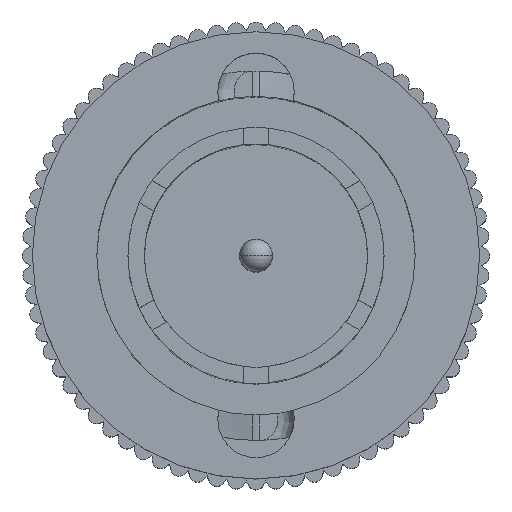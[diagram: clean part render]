
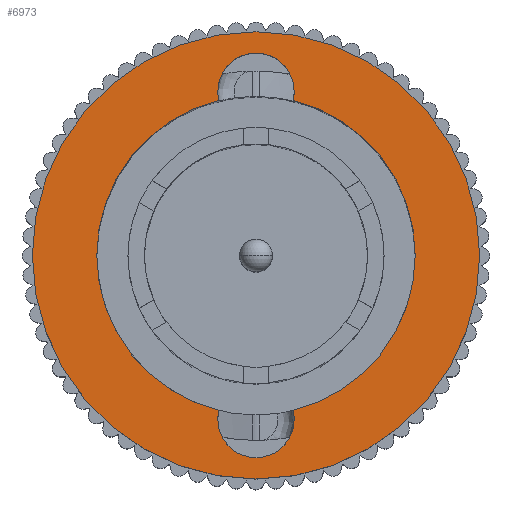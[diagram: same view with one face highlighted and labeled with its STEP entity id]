
A CAD part, top view. The second image highlights one B-rep face of the part: STEP entity #6973.
In plain terms, the highlighted planar face has unit normal (0, 0, 1).
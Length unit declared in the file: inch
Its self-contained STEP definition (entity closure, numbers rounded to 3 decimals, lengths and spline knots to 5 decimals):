
#416 = CARTESIAN_POINT ( 'NONE',  ( -0.2725, 0., 0. ) ) ;
#420 = CARTESIAN_POINT ( 'NONE',  ( 0.2725, 0., 0. ) ) ;
#421 = CARTESIAN_POINT ( 'NONE',  ( 0., 0., 0. ) ) ;
#422 = DIRECTION ( 'NONE',  ( 1., 0., 0. ) ) ;
#423 = DIRECTION ( 'NONE',  ( 0., 0., 1. ) ) ;
#426 = CIRCLE ( 'NONE', #429, 0.2725 ) ;
#429 = AXIS2_PLACEMENT_3D ( 'NONE', #421, #423, #422 ) ;
#692 = DIRECTION ( 'NONE',  ( 1., 0., 0. ) ) ;
#693 = DIRECTION ( 'NONE',  ( 0., 0., 1. ) ) ;
#694 = AXIS2_PLACEMENT_3D ( 'NONE', #756, #693, #692 ) ;
#756 = CARTESIAN_POINT ( 'NONE',  ( 0., 0., 0. ) ) ;
#757 = CIRCLE ( 'NONE', #694, 0.2725 ) ;
#935 = DIRECTION ( 'NONE',  ( 1., 0., 0. ) ) ;
#936 = DIRECTION ( 'NONE',  ( 0., 0., 1. ) ) ;
#937 = CARTESIAN_POINT ( 'NONE',  ( 0., -0.2, 0. ) ) ;
#938 = AXIS2_PLACEMENT_3D ( 'NONE', #937, #936, #935 ) ;
#939 = CIRCLE ( 'NONE', #938, 0.0465 ) ;
#1100 = DIRECTION ( 'NONE',  ( -1., 0., 0. ) ) ;
#1101 = DIRECTION ( 'NONE',  ( 0., 0., 1. ) ) ;
#1116 = DIRECTION ( 'NONE',  ( 1., 0., 0. ) ) ;
#1117 = DIRECTION ( 'NONE',  ( 0., 0., 1. ) ) ;
#1118 = CARTESIAN_POINT ( 'NONE',  ( 0., 0., 0. ) ) ;
#1119 = AXIS2_PLACEMENT_3D ( 'NONE', #1118, #1117, #1116 ) ;
#1120 = CIRCLE ( 'NONE', #1119, 0.194 ) ;
#1122 = DIRECTION ( 'NONE',  ( 1., 0., 0. ) ) ;
#1123 = DIRECTION ( 'NONE',  ( 0., 0., 1. ) ) ;
#1124 = CARTESIAN_POINT ( 'NONE',  ( 0.2725, 0., 0. ) ) ;
#1125 = AXIS2_PLACEMENT_3D ( 'NONE', #1124, #1123, #1122 ) ;
#1213 = CARTESIAN_POINT ( 'NONE',  ( 0., 0.2, 0. ) ) ;
#1214 = AXIS2_PLACEMENT_3D ( 'NONE', #1213, #1101, #1100 ) ;
#1215 = CIRCLE ( 'NONE', #1214, 0.0465 ) ;
#1227 = PLANE ( 'NONE',  #1125 ) ;
#1228 = FACE_OUTER_BOUND ( 'NONE', #6880, .T. ) ;
#1229 = FACE_BOUND ( 'NONE', #6974, .T. ) ;
#5834 = EDGE_CURVE ( 'NONE', #5992, #5861, #11702, .T. ) ;
#5849 = EDGE_CURVE ( 'NONE', #5917, #5992, #12024, .T. ) ;
#5858 = VERTEX_POINT ( 'NONE', #11988 ) ;
#5860 = EDGE_CURVE ( 'NONE', #5858, #6181, #12088, .T. ) ;
#5861 = VERTEX_POINT ( 'NONE', #12083 ) ;
#5866 = EDGE_CURVE ( 'NONE', #6181, #6033, #12077, .T. ) ;
#5917 = VERTEX_POINT ( 'NONE', #11938 ) ;
#5934 = EDGE_CURVE ( 'NONE', #6036, #5984, #11876, .T. ) ;
#5967 = VERTEX_POINT ( 'NONE', #12251 ) ;
#5975 = EDGE_CURVE ( 'NONE', #5967, #5976, #12242, .T. ) ;
#5976 = VERTEX_POINT ( 'NONE', #12237 ) ;
#5984 = VERTEX_POINT ( 'NONE', #12227 ) ;
#5992 = VERTEX_POINT ( 'NONE', #12209 ) ;
#6033 = VERTEX_POINT ( 'NONE', #12105 ) ;
#6035 = EDGE_CURVE ( 'NONE', #6033, #6036, #12104, .T. ) ;
#6036 = VERTEX_POINT ( 'NONE', #12099 ) ;
#6181 = VERTEX_POINT ( 'NONE', #12739 ) ;
#6533 = VERTEX_POINT ( 'NONE', #416 ) ;
#6587 = EDGE_CURVE ( 'NONE', #6588, #6533, #426, .T. ) ;
#6588 = VERTEX_POINT ( 'NONE', #420 ) ;
#6781 = ORIENTED_EDGE ( 'NONE', *, *, #5866, .F. ) ;
#6782 = ORIENTED_EDGE ( 'NONE', *, *, #5860, .F. ) ;
#6783 = ORIENTED_EDGE ( 'NONE', *, *, #6857, .F. ) ;
#6787 = ORIENTED_EDGE ( 'NONE', *, *, #6035, .F. ) ;
#6788 = EDGE_CURVE ( 'NONE', #6533, #6588, #757, .T. ) ;
#6857 = EDGE_CURVE ( 'NONE', #5976, #5858, #939, .T. ) ;
#6858 = ORIENTED_EDGE ( 'NONE', *, *, #5975, .F. ) ;
#6879 = ORIENTED_EDGE ( 'NONE', *, *, #6788, .T. ) ;
#6880 = EDGE_LOOP ( 'NONE', ( #6963, #6879 ) ) ;
#6963 = ORIENTED_EDGE ( 'NONE', *, *, #6587, .T. ) ;
#6973 = ADVANCED_FACE ( 'NONE', ( #1229, #1228 ), #1227, .T. ) ;
#6974 = EDGE_LOOP ( 'NONE', ( #6975, #6977, #6978, #6979, #7007, #6787, #6781, #6782, #6783, #6858 ) ) ;
#6975 = ORIENTED_EDGE ( 'NONE', *, *, #6976, .F. ) ;
#6976 = EDGE_CURVE ( 'NONE', #5861, #5967, #1120, .T. ) ;
#6977 = ORIENTED_EDGE ( 'NONE', *, *, #5834, .F. ) ;
#6978 = ORIENTED_EDGE ( 'NONE', *, *, #5849, .F. ) ;
#6979 = ORIENTED_EDGE ( 'NONE', *, *, #7006, .F. ) ;
#7006 = EDGE_CURVE ( 'NONE', #5984, #5917, #1215, .T. ) ;
#7007 = ORIENTED_EDGE ( 'NONE', *, *, #5934, .F. ) ;
#11449 = DIRECTION ( 'NONE',  ( 1., 0., 0. ) ) ;
#11450 = DIRECTION ( 'NONE',  ( 0., 0., 1. ) ) ;
#11698 = DIRECTION ( 'NONE',  ( -1., 0., 0. ) ) ;
#11699 = DIRECTION ( 'NONE',  ( 0., 0., 1. ) ) ;
#11700 = CARTESIAN_POINT ( 'NONE',  ( 0., 0.2, 0. ) ) ;
#11701 = AXIS2_PLACEMENT_3D ( 'NONE', #11700, #11699, #11698 ) ;
#11702 = CIRCLE ( 'NONE', #11701, 0.0465 ) ;
#11874 = CARTESIAN_POINT ( 'NONE',  ( 0., 0., 0. ) ) ;
#11875 = AXIS2_PLACEMENT_3D ( 'NONE', #11874, #11450, #11449 ) ;
#11876 = CIRCLE ( 'NONE', #11875, 0.194 ) ;
#11938 = CARTESIAN_POINT ( 'NONE',  ( 0.0465, 0.2, 0. ) ) ;
#11986 = DIRECTION ( 'NONE',  ( -1., 0., 0. ) ) ;
#11988 = CARTESIAN_POINT ( 'NONE',  ( -0.0465, -0.2, 0. ) ) ;
#12021 = DIRECTION ( 'NONE',  ( 0., 0., 1. ) ) ;
#12022 = CARTESIAN_POINT ( 'NONE',  ( 0., 0.2, 0. ) ) ;
#12023 = AXIS2_PLACEMENT_3D ( 'NONE', #12022, #12021, #11986 ) ;
#12024 = CIRCLE ( 'NONE', #12023, 0.0465 ) ;
#12073 = DIRECTION ( 'NONE',  ( 1., 0., 0. ) ) ;
#12074 = DIRECTION ( 'NONE',  ( 0., 0., 1. ) ) ;
#12075 = CARTESIAN_POINT ( 'NONE',  ( 0., -0.2, 0. ) ) ;
#12076 = AXIS2_PLACEMENT_3D ( 'NONE', #12075, #12074, #12073 ) ;
#12077 = CIRCLE ( 'NONE', #12076, 0.0465 ) ;
#12083 = CARTESIAN_POINT ( 'NONE',  ( -0.0451, 0.18868, 0. ) ) ;
#12084 = DIRECTION ( 'NONE',  ( 1., 0., 0. ) ) ;
#12085 = DIRECTION ( 'NONE',  ( 0., 0., 1. ) ) ;
#12086 = CARTESIAN_POINT ( 'NONE',  ( 0., -0.2, 0. ) ) ;
#12087 = AXIS2_PLACEMENT_3D ( 'NONE', #12086, #12085, #12084 ) ;
#12088 = CIRCLE ( 'NONE', #12087, 0.0465 ) ;
#12099 = CARTESIAN_POINT ( 'NONE',  ( 0.194, 0., 0. ) ) ;
#12100 = DIRECTION ( 'NONE',  ( 1., 0., 0. ) ) ;
#12101 = DIRECTION ( 'NONE',  ( 0., 0., 1. ) ) ;
#12102 = CARTESIAN_POINT ( 'NONE',  ( 0., 0., 0. ) ) ;
#12103 = AXIS2_PLACEMENT_3D ( 'NONE', #12102, #12101, #12100 ) ;
#12104 = CIRCLE ( 'NONE', #12103, 0.194 ) ;
#12105 = CARTESIAN_POINT ( 'NONE',  ( 0.0451, -0.18868, 0. ) ) ;
#12209 = CARTESIAN_POINT ( 'NONE',  ( -0.0465, 0.2, 0. ) ) ;
#12227 = CARTESIAN_POINT ( 'NONE',  ( 0.0451, 0.18868, 0. ) ) ;
#12237 = CARTESIAN_POINT ( 'NONE',  ( -0.0451, -0.18868, 0. ) ) ;
#12238 = DIRECTION ( 'NONE',  ( 1., 0., 0. ) ) ;
#12239 = DIRECTION ( 'NONE',  ( 0., 0., 1. ) ) ;
#12240 = CARTESIAN_POINT ( 'NONE',  ( 0., 0., 0. ) ) ;
#12241 = AXIS2_PLACEMENT_3D ( 'NONE', #12240, #12239, #12238 ) ;
#12242 = CIRCLE ( 'NONE', #12241, 0.194 ) ;
#12251 = CARTESIAN_POINT ( 'NONE',  ( -0.194, 0., 0. ) ) ;
#12739 = CARTESIAN_POINT ( 'NONE',  ( 0.0465, -0.2, 0. ) ) ;
